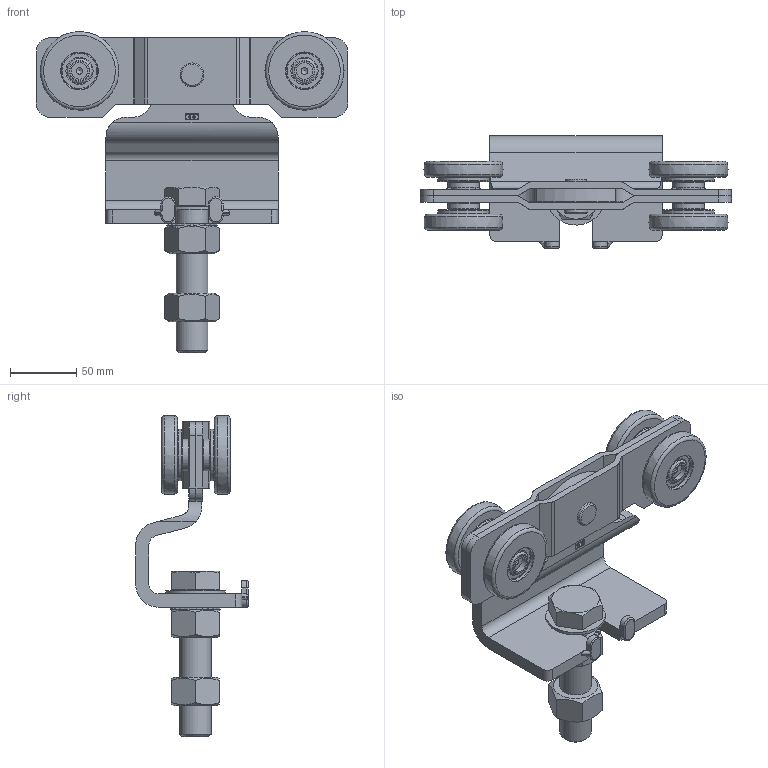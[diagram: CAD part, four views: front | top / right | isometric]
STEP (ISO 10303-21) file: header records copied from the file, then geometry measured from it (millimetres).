
FILE_DESCRIPTION(/* description */ (''),/* implementation_level */ '2;1');
FILE_NAME(/* name */ '9264S.stp',/* time_stamp */ '2021-05-26T11:53:28+02:00',/* author */ ('SIMMETF'),/* organization */ (''),/* preprocessor_version */ 'ST-DEVELOPER v18.1',/* originating_system */ 'Autodesk Inventor 2021',/* authorisation */ '');
FILE_SCHEMA (('AUTOMOTIVE_DESIGN { 1 0 10303 214 3 1 1 }'));
Length unit declared in the file: millimetre
Products named in the file (1): Pièce5
Bounding box: 235 x 85 x 242.65 mm (x, y, z)
Volume: 613859.2 mm3; surface area: 207178 mm2
Topology: 27 solids, 31 shells, 896 faces, 2306 edges, 1390 vertices
Faces by surface type: plane 358, cylinder 337, torus 96, sphere 56, cone 45, bspline 4
Full cylindrical faces by diameter (mm): 2.5 x8, 5 x4, 12 x1, 12.5 x4, 14.8 x8, 15 x4, 15.2 x4, 16 x1, 16.2 x3, 18 x3, 18.1 x4, 18.8 x4, 20 x4, 20.542 x8, 20.752 x2, 24 x6, 24.5 x1, 26.458 x8, 28 x4, 32 x12, 33.61 x1, 34.4 x4, 39 x4, 45 x1
Entity records: 28524 total; most frequent: CARTESIAN_POINT 5369, DIRECTION 5124, ORIENTED_EDGE 4458, EDGE_CURVE 2229, AXIS2_PLACEMENT_3D 2160, VERTEX_POINT 1390, CIRCLE 1223, EDGE_LOOP 1021
